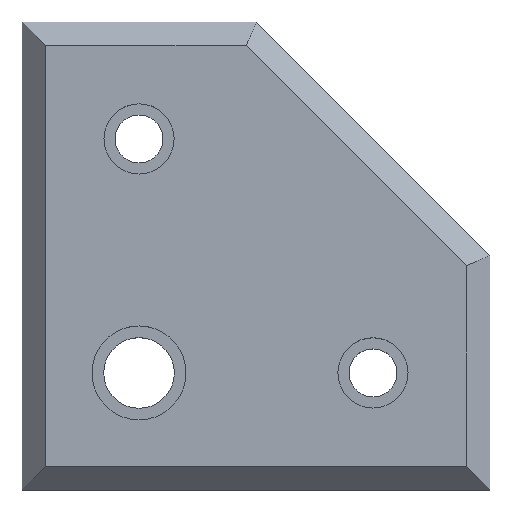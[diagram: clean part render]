
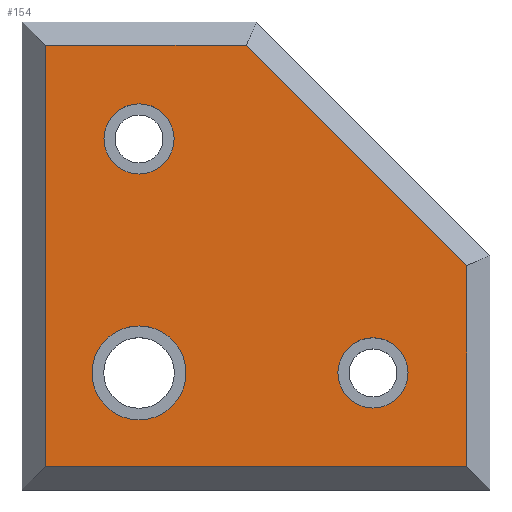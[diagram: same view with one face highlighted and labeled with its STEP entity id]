
A CAD part, top view. The second image highlights one B-rep face of the part: STEP entity #154.
In plain terms, the highlighted planar face has unit normal (0, 0, 1).
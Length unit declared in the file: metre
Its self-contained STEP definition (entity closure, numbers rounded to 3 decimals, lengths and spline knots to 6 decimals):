
#126 = EDGE_CURVE( '', #282, #282, #283, .T. );
#132 = EDGE_CURVE( '', #290, #290, #291, .T. );
#142 = EDGE_CURVE( '', #253, #279, #306, .T. );
#144 = EDGE_CURVE( '', #249, #204, #308, .T. );
#146 = EDGE_CURVE( '', #279, #204, #310, .T. );
#152 = EDGE_CURVE( '', #269, #249, #318, .T. );
#154 = ADVANCED_FACE( '', ( #320, #321, #322, #323 ), #324, .T. );
#164 = EDGE_CURVE( '', #269, #253, #338, .T. );
#204 = VERTEX_POINT( '', #379 );
#249 = VERTEX_POINT( '', #439 );
#253 = VERTEX_POINT( '', #445 );
#269 = VERTEX_POINT( '', #468 );
#279 = VERTEX_POINT( '', #481 );
#282 = VERTEX_POINT( '', #486 );
#283 = CIRCLE( '', #487, 0.003 );
#290 = VERTEX_POINT( '', #498 );
#291 = CIRCLE( '', #499, 0.003 );
#306 = LINE( '', #517, #518 );
#308 = LINE( '', #521, #522 );
#310 = LINE( '', #525, #526 );
#318 = LINE( '', #535, #536 );
#320 = FACE_BOUND( '', #538, .T. );
#321 = FACE_OUTER_BOUND( '', #539, .T. );
#322 = FACE_BOUND( '', #540, .T. );
#323 = FACE_BOUND( '', #541, .T. );
#324 = PLANE( '', #542 );
#338 = LINE( '', #561, #562 );
#379 = CARTESIAN_POINT( '', ( 0.038, 0.019172, 0.005 ) );
#439 = CARTESIAN_POINT( '', ( 0.038, 0.002, 0.005 ) );
#445 = CARTESIAN_POINT( '', ( 0.002, 0.038, 0.005 ) );
#468 = CARTESIAN_POINT( '', ( 0.002, 0.002, 0.005 ) );
#481 = CARTESIAN_POINT( '', ( 0.019172, 0.038, 0.005 ) );
#486 = CARTESIAN_POINT( '', ( 0.013, 0.03, 0.005 ) );
#487 = AXIS2_PLACEMENT_3D( '', #678, #679, #680 );
#498 = CARTESIAN_POINT( '', ( 0.033, 0.01, 0.005 ) );
#499 = AXIS2_PLACEMENT_3D( '', #685, #686, #687 );
#517 = CARTESIAN_POINT( '', ( 0., 0.038, 0.005 ) );
#518 = VECTOR( '', #709, 1. );
#521 = CARTESIAN_POINT( '', ( 0.038, 0., 0.005 ) );
#522 = VECTOR( '', #710, 1. );
#525 = CARTESIAN_POINT( '', ( 0.018586, 0.038586, 0.005 ) );
#526 = VECTOR( '', #711, 1. );
#535 = CARTESIAN_POINT( '', ( 0., 0.002, 0.005 ) );
#536 = VECTOR( '', #728, 1. );
#538 = EDGE_LOOP( '', ( #730 ) );
#539 = EDGE_LOOP( '', ( #731, #732, #733, #734, #735 ) );
#540 = EDGE_LOOP( '', ( #736 ) );
#541 = EDGE_LOOP( '', ( #737 ) );
#542 = AXIS2_PLACEMENT_3D( '', #738, #739, #740 );
#561 = CARTESIAN_POINT( '', ( 0.002, 0., 0.005 ) );
#562 = VECTOR( '', #755, 1. );
#678 = CARTESIAN_POINT( '', ( 0.01, 0.03, 0.005 ) );
#679 = DIRECTION( '', ( 0., 0., 1. ) );
#680 = DIRECTION( '', ( 1., 0., 0. ) );
#685 = CARTESIAN_POINT( '', ( 0.03, 0.01, 0.005 ) );
#686 = DIRECTION( '', ( 0., 0., 1. ) );
#687 = DIRECTION( '', ( 1., 0., 0. ) );
#709 = DIRECTION( '', ( 1., 0., 0. ) );
#710 = DIRECTION( '', ( 0., 1., 0. ) );
#711 = DIRECTION( '', ( 0.707, -0.707, 0. ) );
#728 = DIRECTION( '', ( 1., 0., 0. ) );
#730 = ORIENTED_EDGE( '', *, *, #812, .F. );
#731 = ORIENTED_EDGE( '', *, *, #164, .F. );
#732 = ORIENTED_EDGE( '', *, *, #152, .T. );
#733 = ORIENTED_EDGE( '', *, *, #144, .T. );
#734 = ORIENTED_EDGE( '', *, *, #146, .F. );
#735 = ORIENTED_EDGE( '', *, *, #142, .F. );
#736 = ORIENTED_EDGE( '', *, *, #132, .F. );
#737 = ORIENTED_EDGE( '', *, *, #126, .F. );
#738 = CARTESIAN_POINT( '', ( 0., 0., 0.005 ) );
#739 = DIRECTION( '', ( 0., 0., 1. ) );
#740 = DIRECTION( '', ( 1., 0., 0. ) );
#755 = DIRECTION( '', ( 0., 1., 0. ) );
#812 = EDGE_CURVE( '', #838, #838, #839, .T. );
#838 = VERTEX_POINT( '', #867 );
#839 = CIRCLE( '', #868, 0.004015 );
#867 = CARTESIAN_POINT( '', ( 0.014015, 0.01, 0.005 ) );
#868 = AXIS2_PLACEMENT_3D( '', #895, #896, #897 );
#895 = CARTESIAN_POINT( '', ( 0.01, 0.01, 0.005 ) );
#896 = DIRECTION( '', ( 0., 0., 1. ) );
#897 = DIRECTION( '', ( 1., 0., 0. ) );
